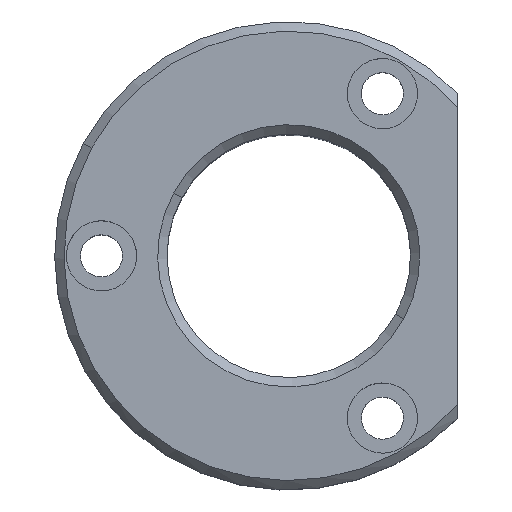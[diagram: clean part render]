
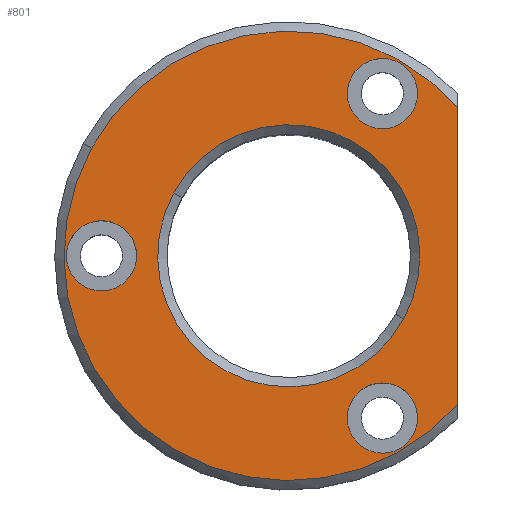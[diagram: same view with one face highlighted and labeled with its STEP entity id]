
A CAD part, top view. The second image highlights one B-rep face of the part: STEP entity #801.
In plain terms, the highlighted planar face has unit normal (0, 0, 1).
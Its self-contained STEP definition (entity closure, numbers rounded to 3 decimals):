
#296=CARTESIAN_POINT('Axis2P3D Location',(0.,0.,15.)) ;
#300=CARTESIAN_POINT('Vertex',(18.,-15.875,15.)) ;
#302=CARTESIAN_POINT('Vertex',(-21.062,11.506,15.)) ;
#328=CARTESIAN_POINT('Axis2P3D Location',(0.,0.,15.)) ;
#332=CARTESIAN_POINT('Vertex',(18.,15.875,15.)) ;
#357=CARTESIAN_POINT('Vertex',(12.286,-6.712,15.)) ;
#373=CARTESIAN_POINT('Vertex',(-12.286,6.712,15.)) ;
#376=CARTESIAN_POINT('Axis2P3D Location',(0.,0.,15.)) ;
#398=CARTESIAN_POINT('Axis2P3D Location',(0.,0.,15.)) ;
#688=CARTESIAN_POINT('Line Origine',(18.,0.,15.)) ;
#709=CARTESIAN_POINT('Axis2P3D Location',(10.,17.321,15.)) ;
#713=CARTESIAN_POINT('Vertex',(13.291,15.523,15.)) ;
#715=CARTESIAN_POINT('Vertex',(6.709,19.118,15.)) ;
#735=CARTESIAN_POINT('Axis2P3D Location',(10.,17.321,15.)) ;
#747=CARTESIAN_POINT('Axis2P3D Location',(-13.,0.,15.)) ;
#765=CARTESIAN_POINT('Axis2P3D Location',(10.,-17.321,15.)) ;
#769=CARTESIAN_POINT('Vertex',(6.709,-15.523,15.)) ;
#771=CARTESIAN_POINT('Vertex',(13.291,-19.118,15.)) ;
#774=CARTESIAN_POINT('Axis2P3D Location',(10.,-17.321,15.)) ;
#783=CARTESIAN_POINT('Axis2P3D Location',(-20.,0.,15.)) ;
#787=CARTESIAN_POINT('Vertex',(-23.291,1.798,15.)) ;
#789=CARTESIAN_POINT('Vertex',(-16.709,-1.798,15.)) ;
#792=CARTESIAN_POINT('Axis2P3D Location',(-20.,0.,15.)) ;
#297=DIRECTION('Axis2P3D Direction',(0.,0.,-1.)) ;
#329=DIRECTION('Axis2P3D Direction',(0.,0.,-1.)) ;
#377=DIRECTION('Axis2P3D Direction',(0.,0.,-1.)) ;
#399=DIRECTION('Axis2P3D Direction',(0.,0.,-1.)) ;
#689=DIRECTION('Vector Direction',(0.,1.,0.)) ;
#710=DIRECTION('Axis2P3D Direction',(0.,-0.,-1.)) ;
#736=DIRECTION('Axis2P3D Direction',(0.,-0.,-1.)) ;
#748=DIRECTION('Axis2P3D Direction',(0.,0.,-1.)) ;
#749=DIRECTION('Axis2P3D XDirection',(1.,0.,0.)) ;
#766=DIRECTION('Axis2P3D Direction',(0.,0.,-1.)) ;
#775=DIRECTION('Axis2P3D Direction',(0.,0.,-1.)) ;
#784=DIRECTION('Axis2P3D Direction',(0.,0.,-1.)) ;
#793=DIRECTION('Axis2P3D Direction',(0.,0.,-1.)) ;
#298=AXIS2_PLACEMENT_3D('Circle Axis2P3D',#296,#297,$) ;
#330=AXIS2_PLACEMENT_3D('Circle Axis2P3D',#328,#329,$) ;
#378=AXIS2_PLACEMENT_3D('Circle Axis2P3D',#376,#377,$) ;
#400=AXIS2_PLACEMENT_3D('Circle Axis2P3D',#398,#399,$) ;
#711=AXIS2_PLACEMENT_3D('Circle Axis2P3D',#709,#710,$) ;
#737=AXIS2_PLACEMENT_3D('Circle Axis2P3D',#735,#736,$) ;
#750=AXIS2_PLACEMENT_3D('Plane Axis2P3D',#747,#748,#749) ;
#767=AXIS2_PLACEMENT_3D('Circle Axis2P3D',#765,#766,$) ;
#776=AXIS2_PLACEMENT_3D('Circle Axis2P3D',#774,#775,$) ;
#785=AXIS2_PLACEMENT_3D('Circle Axis2P3D',#783,#784,$) ;
#794=AXIS2_PLACEMENT_3D('Circle Axis2P3D',#792,#793,$) ;
#753=ORIENTED_EDGE('',*,*,#692,.T.) ;
#754=ORIENTED_EDGE('',*,*,#334,.F.) ;
#755=ORIENTED_EDGE('',*,*,#304,.F.) ;
#758=ORIENTED_EDGE('',*,*,#739,.T.) ;
#759=ORIENTED_EDGE('',*,*,#717,.T.) ;
#762=ORIENTED_EDGE('',*,*,#402,.T.) ;
#763=ORIENTED_EDGE('',*,*,#380,.T.) ;
#780=ORIENTED_EDGE('',*,*,#773,.T.) ;
#781=ORIENTED_EDGE('',*,*,#778,.T.) ;
#798=ORIENTED_EDGE('',*,*,#791,.T.) ;
#799=ORIENTED_EDGE('',*,*,#796,.T.) ;
#760=FACE_BOUND('',#757,.T.) ;
#764=FACE_BOUND('',#761,.T.) ;
#782=FACE_BOUND('',#779,.T.) ;
#800=FACE_BOUND('',#797,.T.) ;
#690=VECTOR('Line Direction',#689,1.) ;
#801=ADVANCED_FACE('PartBody',(#756,#760,#764,#782,#800),#751,.F.) ;
#299=CIRCLE('generated circle',#298,24.) ;
#331=CIRCLE('generated circle',#330,24.) ;
#379=CIRCLE('generated circle',#378,14.) ;
#401=CIRCLE('generated circle',#400,14.) ;
#712=CIRCLE('generated circle',#711,3.75) ;
#738=CIRCLE('generated circle',#737,3.75) ;
#768=CIRCLE('generated circle',#767,3.75) ;
#777=CIRCLE('generated circle',#776,3.75) ;
#786=CIRCLE('generated circle',#785,3.75) ;
#795=CIRCLE('generated circle',#794,3.75) ;
#304=EDGE_CURVE('',#301,#303,#299,.T.) ;
#334=EDGE_CURVE('',#303,#333,#331,.T.) ;
#380=EDGE_CURVE('',#358,#374,#379,.T.) ;
#402=EDGE_CURVE('',#374,#358,#401,.T.) ;
#692=EDGE_CURVE('',#301,#333,#691,.T.) ;
#717=EDGE_CURVE('',#714,#716,#712,.T.) ;
#739=EDGE_CURVE('',#716,#714,#738,.T.) ;
#773=EDGE_CURVE('',#770,#772,#768,.T.) ;
#778=EDGE_CURVE('',#772,#770,#777,.T.) ;
#791=EDGE_CURVE('',#788,#790,#786,.T.) ;
#796=EDGE_CURVE('',#790,#788,#795,.T.) ;
#752=EDGE_LOOP('',(#753,#754,#755)) ;
#757=EDGE_LOOP('',(#758,#759)) ;
#761=EDGE_LOOP('',(#762,#763)) ;
#779=EDGE_LOOP('',(#780,#781)) ;
#797=EDGE_LOOP('',(#798,#799)) ;
#756=FACE_OUTER_BOUND('',#752,.T.) ;
#691=LINE('Line',#688,#690) ;
#751=PLANE('Plane',#750) ;
#301=VERTEX_POINT('',#300) ;
#303=VERTEX_POINT('',#302) ;
#333=VERTEX_POINT('',#332) ;
#358=VERTEX_POINT('',#357) ;
#374=VERTEX_POINT('',#373) ;
#714=VERTEX_POINT('',#713) ;
#716=VERTEX_POINT('',#715) ;
#770=VERTEX_POINT('',#769) ;
#772=VERTEX_POINT('',#771) ;
#788=VERTEX_POINT('',#787) ;
#790=VERTEX_POINT('',#789) ;
